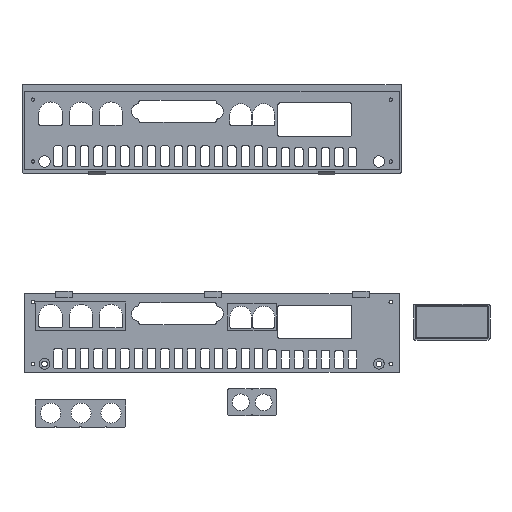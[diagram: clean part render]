
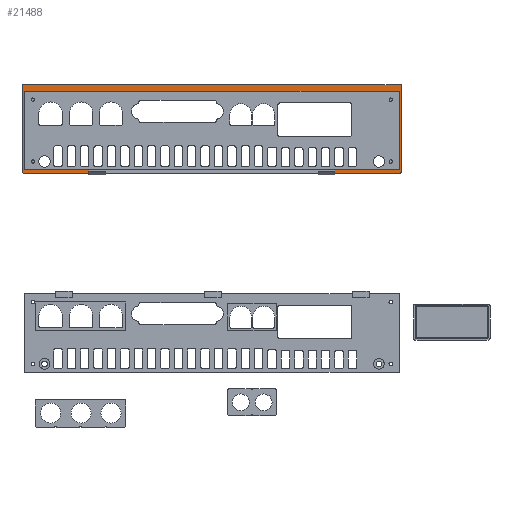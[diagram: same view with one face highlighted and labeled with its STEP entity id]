
A CAD part, top view. The second image highlights one B-rep face of the part: STEP entity #21488.
In plain terms, the highlighted planar face has unit normal (0, 0, 1).
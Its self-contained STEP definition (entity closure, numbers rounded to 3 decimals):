
#21349=CARTESIAN_POINT('',(238.,121.,2.));
#21350=DIRECTION('',(0.,0.,1.));
#21351=DIRECTION('',(1.,0.,0.));
#21352=AXIS2_PLACEMENT_3D('',#21349,#21350,#21351);
#21353=PLANE('',#21352);
#21354=CARTESIAN_POINT('',(465.,173.,2.));
#21355=VERTEX_POINT('',#21354);
#21356=CARTESIAN_POINT('',(464.,174.,2.));
#21357=VERTEX_POINT('',#21356);
#21358=CARTESIAN_POINT('',(464.,173.,2.));
#21359=DIRECTION('',(-0.,-0.,1.));
#21360=DIRECTION('',(-1.,0.,0.));
#21361=AXIS2_PLACEMENT_3D('',#21358,#21359,#21360);
#21362=CIRCLE('',#21361,1.);
#21363=EDGE_CURVE('',#21355,#21357,#21362,.T.);
#21364=ORIENTED_EDGE('',*,*,#21363,.T.);
#21365=CARTESIAN_POINT('',(239.,174.,2.));
#21366=VERTEX_POINT('',#21365);
#21367=CARTESIAN_POINT('',(239.,174.,2.));
#21368=DIRECTION('',(1.,0.,-0.));
#21369=VECTOR('',#21368,225.);
#21370=LINE('',#21367,#21369);
#21371=EDGE_CURVE('',#21366,#21357,#21370,.T.);
#21372=ORIENTED_EDGE('',*,*,#21371,.F.);
#21373=CARTESIAN_POINT('',(238.,173.,2.));
#21374=VERTEX_POINT('',#21373);
#21375=CARTESIAN_POINT('',(239.,173.,2.));
#21376=DIRECTION('',(-0.,-0.,1.));
#21377=DIRECTION('',(-1.,0.,0.));
#21378=AXIS2_PLACEMENT_3D('',#21375,#21376,#21377);
#21379=CIRCLE('',#21378,1.);
#21380=EDGE_CURVE('',#21366,#21374,#21379,.T.);
#21381=ORIENTED_EDGE('',*,*,#21380,.T.);
#21382=CARTESIAN_POINT('',(238.,122.,2.));
#21383=VERTEX_POINT('',#21382);
#21384=CARTESIAN_POINT('',(238.,122.,2.));
#21385=DIRECTION('',(0.,1.,0.));
#21386=VECTOR('',#21385,51.);
#21387=LINE('',#21384,#21386);
#21388=EDGE_CURVE('',#21383,#21374,#21387,.T.);
#21389=ORIENTED_EDGE('',*,*,#21388,.F.);
#21390=CARTESIAN_POINT('',(239.,121.,2.));
#21391=VERTEX_POINT('',#21390);
#21392=CARTESIAN_POINT('',(239.,122.,2.));
#21393=DIRECTION('',(-0.,-0.,1.));
#21394=DIRECTION('',(-1.,0.,0.));
#21395=AXIS2_PLACEMENT_3D('',#21392,#21393,#21394);
#21396=CIRCLE('',#21395,1.);
#21397=EDGE_CURVE('',#21383,#21391,#21396,.T.);
#21398=ORIENTED_EDGE('',*,*,#21397,.T.);
#21399=CARTESIAN_POINT('',(278.043,121.,2.));
#21400=VERTEX_POINT('',#21399);
#21401=CARTESIAN_POINT('',(278.043,121.,2.));
#21402=DIRECTION('',(-1.,-0.,0.));
#21403=VECTOR('',#21402,39.043);
#21404=LINE('',#21401,#21403);
#21405=EDGE_CURVE('',#21400,#21391,#21404,.T.);
#21406=ORIENTED_EDGE('',*,*,#21405,.F.);
#21407=CARTESIAN_POINT('',(278.043,122.965,2.));
#21408=VERTEX_POINT('',#21407);
#21409=CARTESIAN_POINT('',(278.043,122.965,2.));
#21410=DIRECTION('',(-0.,-1.,-0.));
#21411=VECTOR('',#21410,1.965);
#21412=LINE('',#21409,#21411);
#21413=EDGE_CURVE('',#21408,#21400,#21412,.T.);
#21414=ORIENTED_EDGE('',*,*,#21413,.F.);
#21415=CARTESIAN_POINT('',(239.5,122.965,2.));
#21416=VERTEX_POINT('',#21415);
#21417=CARTESIAN_POINT('',(278.043,122.965,2.));
#21418=DIRECTION('',(-1.,-0.,0.));
#21419=VECTOR('',#21418,38.543);
#21420=LINE('',#21417,#21419);
#21421=EDGE_CURVE('',#21408,#21416,#21420,.T.);
#21422=ORIENTED_EDGE('',*,*,#21421,.T.);
#21423=CARTESIAN_POINT('',(239.5,169.965,2.));
#21424=VERTEX_POINT('',#21423);
#21425=CARTESIAN_POINT('',(239.5,122.965,2.));
#21426=DIRECTION('',(0.,1.,0.));
#21427=VECTOR('',#21426,47.);
#21428=LINE('',#21425,#21427);
#21429=EDGE_CURVE('',#21416,#21424,#21428,.T.);
#21430=ORIENTED_EDGE('',*,*,#21429,.T.);
#21431=CARTESIAN_POINT('',(463.5,169.965,2.));
#21432=VERTEX_POINT('',#21431);
#21433=CARTESIAN_POINT('',(239.5,169.965,2.));
#21434=DIRECTION('',(1.,0.,-0.));
#21435=VECTOR('',#21434,224.);
#21436=LINE('',#21433,#21435);
#21437=EDGE_CURVE('',#21424,#21432,#21436,.T.);
#21438=ORIENTED_EDGE('',*,*,#21437,.T.);
#21439=CARTESIAN_POINT('',(463.5,122.965,2.));
#21440=VERTEX_POINT('',#21439);
#21441=CARTESIAN_POINT('',(463.5,169.965,2.));
#21442=DIRECTION('',(-0.,-1.,-0.));
#21443=VECTOR('',#21442,47.);
#21444=LINE('',#21441,#21443);
#21445=EDGE_CURVE('',#21432,#21440,#21444,.T.);
#21446=ORIENTED_EDGE('',*,*,#21445,.T.);
#21447=CARTESIAN_POINT('',(425.041,122.965,2.));
#21448=VERTEX_POINT('',#21447);
#21449=CARTESIAN_POINT('',(463.5,122.965,2.));
#21450=DIRECTION('',(-1.,-0.,0.));
#21451=VECTOR('',#21450,38.459);
#21452=LINE('',#21449,#21451);
#21453=EDGE_CURVE('',#21440,#21448,#21452,.T.);
#21454=ORIENTED_EDGE('',*,*,#21453,.T.);
#21455=CARTESIAN_POINT('',(425.041,121.,2.));
#21456=VERTEX_POINT('',#21455);
#21457=CARTESIAN_POINT('',(425.041,121.,2.));
#21458=DIRECTION('',(0.,1.,0.));
#21459=VECTOR('',#21458,1.965);
#21460=LINE('',#21457,#21459);
#21461=EDGE_CURVE('',#21456,#21448,#21460,.T.);
#21462=ORIENTED_EDGE('',*,*,#21461,.F.);
#21463=CARTESIAN_POINT('',(464.,121.,2.));
#21464=VERTEX_POINT('',#21463);
#21465=CARTESIAN_POINT('',(464.,121.,2.));
#21466=DIRECTION('',(-1.,-0.,0.));
#21467=VECTOR('',#21466,38.959);
#21468=LINE('',#21465,#21467);
#21469=EDGE_CURVE('',#21464,#21456,#21468,.T.);
#21470=ORIENTED_EDGE('',*,*,#21469,.F.);
#21471=CARTESIAN_POINT('',(465.,122.,2.));
#21472=VERTEX_POINT('',#21471);
#21473=CARTESIAN_POINT('',(464.,122.,2.));
#21474=DIRECTION('',(-0.,-0.,1.));
#21475=DIRECTION('',(-1.,0.,0.));
#21476=AXIS2_PLACEMENT_3D('',#21473,#21474,#21475);
#21477=CIRCLE('',#21476,1.);
#21478=EDGE_CURVE('',#21464,#21472,#21477,.T.);
#21479=ORIENTED_EDGE('',*,*,#21478,.T.);
#21480=CARTESIAN_POINT('',(465.,173.,2.));
#21481=DIRECTION('',(-0.,-1.,-0.));
#21482=VECTOR('',#21481,51.);
#21483=LINE('',#21480,#21482);
#21484=EDGE_CURVE('',#21355,#21472,#21483,.T.);
#21485=ORIENTED_EDGE('',*,*,#21484,.F.);
#21486=EDGE_LOOP('',(#21364,#21372,#21381,#21389,#21398,#21406,#21414,#21422,#21430,#21438,#21446,#21454,#21462,#21470,#21479,#21485));
#21487=FACE_BOUND('',#21486,.T.);
#21488=ADVANCED_FACE('',(#21487),#21353,.T.);
